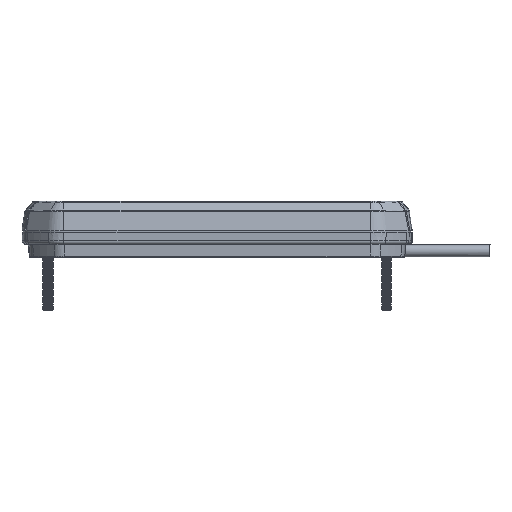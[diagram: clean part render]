
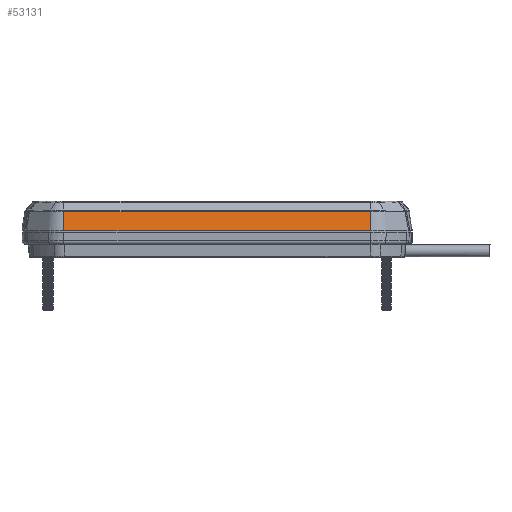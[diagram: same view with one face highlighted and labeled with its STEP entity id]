
A CAD part, front view. The second image highlights one B-rep face of the part: STEP entity #53131.
In plain terms, the highlighted planar face has unit normal (0, -0.987, 0.158).
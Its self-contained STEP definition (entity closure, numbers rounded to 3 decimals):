
#2047 = CARTESIAN_POINT ( 'NONE',  ( 387.541, -51.617, 15.25 ) ) ;
#3542 = CARTESIAN_POINT ( 'NONE',  ( 267.91, -49.772, 26.754 ) ) ;
#8429 = CARTESIAN_POINT ( 'NONE',  ( 267.91, -49.836, 26.358 ) ) ;
#18021 = LINE ( 'NONE', #8429, #38913 ) ;
#21123 = EDGE_LOOP ( 'NONE', ( #106242, #46301, #38198, #91559 ) ) ;
#23434 = PLANE ( 'NONE',  #57434 ) ;
#24222 = LINE ( 'NONE', #85905, #59008 ) ;
#25264 = CARTESIAN_POINT ( 'NONE',  ( 212.459, -51.617, 15.25 ) ) ;
#29555 = B_SPLINE_CURVE_WITH_KNOTS ( 'NONE', 1,
 ( #34866, #2047 ),
 .UNSPECIFIED., .F., .F.,
 ( 2, 2 ),
 ( 0.01, 1. ),
 .UNSPECIFIED. ) ;
#30589 = EDGE_CURVE ( 'NONE', #120692, #43706, #24222, .T. ) ;
#33810 = DIRECTION ( 'NONE',  ( -1., 0., 0. ) ) ;
#34866 = CARTESIAN_POINT ( 'NONE',  ( 387.55, -49.835, 26.358 ) ) ;
#37861 = DIRECTION ( 'NONE',  ( 1., 0., 0. ) ) ;
#38198 = ORIENTED_EDGE ( 'NONE', *, *, #30589, .F. ) ;
#38913 = VECTOR ( 'NONE', #37861, 1000. ) ;
#43121 = B_SPLINE_CURVE_WITH_KNOTS ( 'NONE', 3,
 ( #95926, #104890, #113849, #54158 ),
 .UNSPECIFIED., .F., .F.,
 ( 4, 4 ),
 ( 0.01, 1. ),
 .UNSPECIFIED. ) ;
#43325 = VERTEX_POINT ( 'NONE', #97522 ) ;
#43706 = VERTEX_POINT ( 'NONE', #25264 ) ;
#46301 = ORIENTED_EDGE ( 'NONE', *, *, #50721, .T. ) ;
#47844 = CARTESIAN_POINT ( 'NONE',  ( 387.55, -49.835, 26.358 ) ) ;
#50721 = EDGE_CURVE ( 'NONE', #43325, #43706, #43121, .T. ) ;
#52903 = DIRECTION ( 'NONE',  ( -1., 0., 0. ) ) ;
#53131 = ADVANCED_FACE ( 'NONE', ( #75499 ), #23434, .F. ) ;
#54158 = CARTESIAN_POINT ( 'NONE',  ( 212.459, -51.617, 15.25 ) ) ;
#57434 = AXIS2_PLACEMENT_3D ( 'NONE', #3542, #63224, #52903 ) ;
#59008 = VECTOR ( 'NONE', #33810, 1000. ) ;
#63224 = DIRECTION ( 'NONE',  ( 0., 0.987, -0.158 ) ) ;
#75499 = FACE_OUTER_BOUND ( 'NONE', #21123, .T. ) ;
#75984 = EDGE_CURVE ( 'NONE', #43325, #100148, #18021, .T. ) ;
#77607 = EDGE_CURVE ( 'NONE', #100148, #120692, #29555, .T. ) ;
#82054 = CARTESIAN_POINT ( 'NONE',  ( 387.541, -51.617, 15.25 ) ) ;
#85905 = CARTESIAN_POINT ( 'NONE',  ( 208.094, -51.617, 15.25 ) ) ;
#91559 = ORIENTED_EDGE ( 'NONE', *, *, #77607, .F. ) ;
#95926 = CARTESIAN_POINT ( 'NONE',  ( 212.452, -49.835, 26.358 ) ) ;
#97522 = CARTESIAN_POINT ( 'NONE',  ( 212.452, -49.835, 26.358 ) ) ;
#100148 = VERTEX_POINT ( 'NONE', #47844 ) ;
#104890 = CARTESIAN_POINT ( 'NONE',  ( 212.454, -50.429, 22.656 ) ) ;
#106242 = ORIENTED_EDGE ( 'NONE', *, *, #75984, .F. ) ;
#113849 = CARTESIAN_POINT ( 'NONE',  ( 212.457, -51.023, 18.953 ) ) ;
#120692 = VERTEX_POINT ( 'NONE', #82054 ) ;
